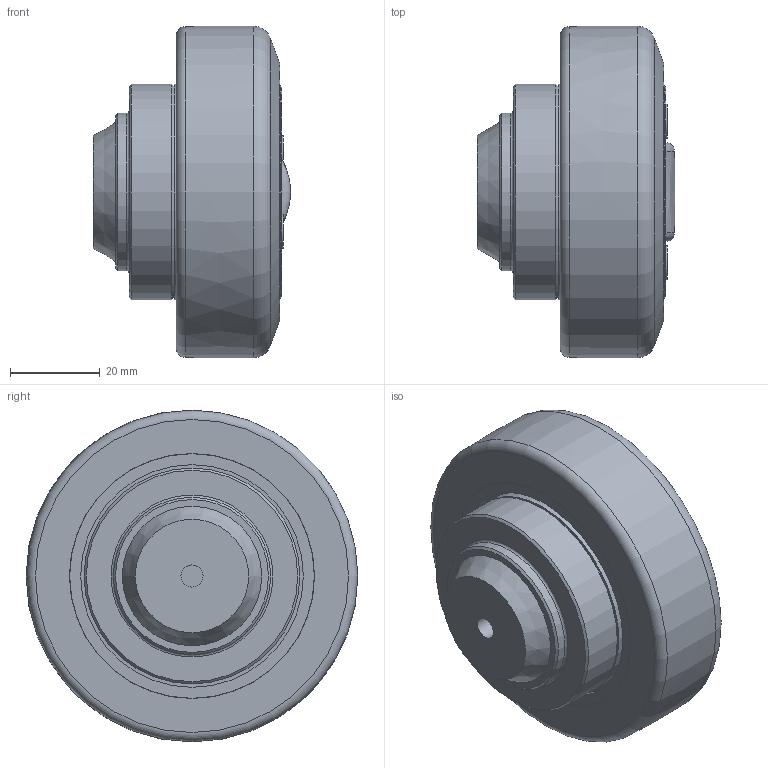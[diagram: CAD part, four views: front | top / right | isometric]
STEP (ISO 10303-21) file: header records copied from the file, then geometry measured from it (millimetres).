
FILE_DESCRIPTION(/* description */ ('-','CAx-IF Rec.Pracs.---Representation and Presentation of Product Manufacturing Information (PMI)---4.0---2014-10-13'),/* implementation_level */ '2;1');
FILE_NAME(/* name */ 'dd7e3df7-7c2b-4499-b3ef-8eb37bfa4e14.stp',/* time_stamp */ '2020-06-23T16:45:37+02:00',/* author */ ('-'),/* organization */ ('NTI CADcenter A/S'),/* preprocessor_version */ 'ST-DEVELOPER v18',/* originating_system */ 'Autodesk Inventor 2020',/* authorisation */ '-');
FILE_SCHEMA (('AP242_MANAGED_MODEL_BASED_3D_ENGINEERING_MIM_LF { 1 0 10303 442 1 1 4 }'));
Length unit declared in the file: millimetre
Products named in the file (1): PT070.0260_Kontur
Bounding box: 44 x 73.8 x 73.79 mm (x, y, z)
Volume: 99042.8 mm3; surface area: 36049.2 mm2
Topology: 3 solids, 3 shells, 150 faces, 425 edges, 297 vertices
Faces by surface type: plane 56, cylinder 55, torus 18, cone 15, bspline 6
Full cylindrical faces by diameter (mm): 2 x2, 2.5 x1, 3 x2, 4 x2, 4.3 x2, 4.917 x1, 7.53 x2, 12.8 x1, 18 x1, 21 x2, 35 x1, 42 x2, 42.2 x1, 47.3 x1, 48 x3, 49.5 x2, 51.5 x1, 52 x1, 53 x2, 54.4 x2, 57.9 x1
Entity records: 5935 total; most frequent: CARTESIAN_POINT 1734, ORIENTED_EDGE 844, DIRECTION 837, EDGE_CURVE 422, AXIS2_PLACEMENT_3D 360, VERTEX_POINT 297, CIRCLE 207, EDGE_LOOP 195
